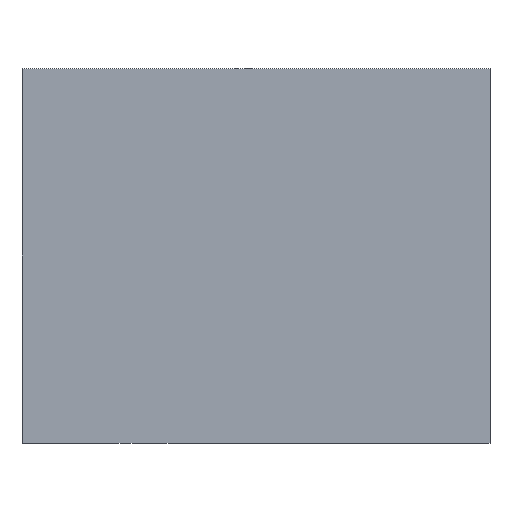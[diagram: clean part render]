
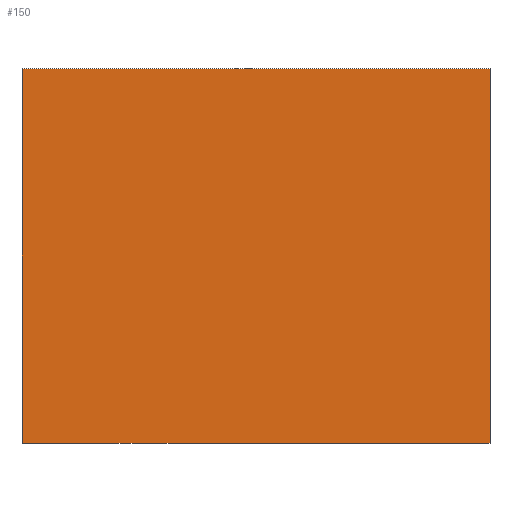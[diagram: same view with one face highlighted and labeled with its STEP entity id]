
A CAD part, left-side view. The second image highlights one B-rep face of the part: STEP entity #150.
In plain terms, the highlighted planar face has unit normal (-1, 0, 0).
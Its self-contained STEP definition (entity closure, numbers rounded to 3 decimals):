
#10 = VECTOR ( 'NONE', #678, 1000. ) ;
#62 = AXIS2_PLACEMENT_3D ( 'NONE', #336, #174, #682 ) ;
#88 = CARTESIAN_POINT ( 'NONE',  ( 0., 5., 0. ) ) ;
#90 = CARTESIAN_POINT ( 'NONE',  ( 0., 5., -20. ) ) ;
#100 = LINE ( 'NONE', #732, #124 ) ;
#107 = ORIENTED_EDGE ( 'NONE', *, *, #727, .F. ) ;
#118 = VERTEX_POINT ( 'NONE', #428 ) ;
#124 = VECTOR ( 'NONE', #820, 1000. ) ;
#126 = CARTESIAN_POINT ( 'NONE',  ( 0., -20., -20. ) ) ;
#150 = ADVANCED_FACE ( 'NONE', ( #479 ), #1028, .F. ) ;
#161 = EDGE_CURVE ( 'NONE', #274, #435, #254, .T. ) ;
#174 = DIRECTION ( 'NONE',  ( 1., 0., 0. ) ) ;
#236 = CARTESIAN_POINT ( 'NONE',  ( 0., 5., -20. ) ) ;
#244 = VERTEX_POINT ( 'NONE', #410 ) ;
#247 = ORIENTED_EDGE ( 'NONE', *, *, #161, .T. ) ;
#254 = LINE ( 'NONE', #90, #913 ) ;
#271 = ORIENTED_EDGE ( 'NONE', *, *, #328, .F. ) ;
#274 = VERTEX_POINT ( 'NONE', #236 ) ;
#328 = EDGE_CURVE ( 'NONE', #118, #244, #100, .T. ) ;
#336 = CARTESIAN_POINT ( 'NONE',  ( 0., 5., 0. ) ) ;
#357 = DIRECTION ( 'NONE',  ( 0., 0., -1. ) ) ;
#410 = CARTESIAN_POINT ( 'NONE',  ( 0., -20., 0. ) ) ;
#428 = CARTESIAN_POINT ( 'NONE',  ( 0., 5., 0. ) ) ;
#435 = VERTEX_POINT ( 'NONE', #126 ) ;
#479 = FACE_OUTER_BOUND ( 'NONE', #918, .T. ) ;
#504 = VECTOR ( 'NONE', #357, 1000. ) ;
#524 = ORIENTED_EDGE ( 'NONE', *, *, #634, .F. ) ;
#634 = EDGE_CURVE ( 'NONE', #244, #435, #965, .T. ) ;
#678 = DIRECTION ( 'NONE',  ( 0., 0., 1. ) ) ;
#682 = DIRECTION ( 'NONE',  ( 0., 0., -1. ) ) ;
#700 = CARTESIAN_POINT ( 'NONE',  ( 0., -20., -20. ) ) ;
#727 = EDGE_CURVE ( 'NONE', #274, #118, #1085, .T. ) ;
#732 = CARTESIAN_POINT ( 'NONE',  ( 0., 5., 0. ) ) ;
#764 = DIRECTION ( 'NONE',  ( 0., -1., 0. ) ) ;
#820 = DIRECTION ( 'NONE',  ( 0., -1., 0. ) ) ;
#913 = VECTOR ( 'NONE', #764, 1000. ) ;
#918 = EDGE_LOOP ( 'NONE', ( #247, #524, #271, #107 ) ) ;
#965 = LINE ( 'NONE', #700, #504 ) ;
#1028 = PLANE ( 'NONE',  #62 ) ;
#1085 = LINE ( 'NONE', #88, #10 ) ;
